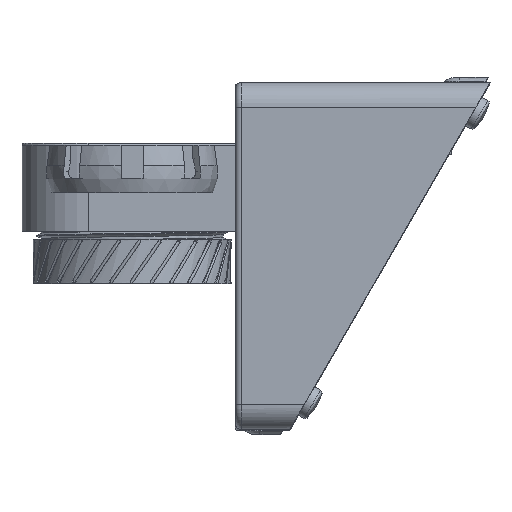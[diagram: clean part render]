
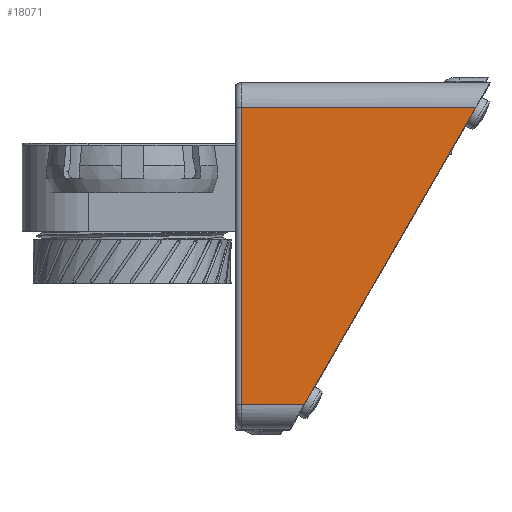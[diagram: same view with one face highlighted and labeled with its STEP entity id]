
A CAD part, front view. The second image highlights one B-rep face of the part: STEP entity #18071.
In plain terms, the highlighted planar face has unit normal (0, -1, 0).
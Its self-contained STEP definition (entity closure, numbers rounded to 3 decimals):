
#1051=PLANE('',#19879);
#1818=FACE_OUTER_BOUND('',#2906,.T.);
#2906=EDGE_LOOP('',(#14876,#14877,#14878,#14879));
#5538=LINE('',#41454,#6642);
#5549=LINE('',#41490,#6653);
#5554=LINE('',#41519,#6658);
#5556=LINE('',#41522,#6660);
#6642=VECTOR('',#23599,10.);
#6653=VECTOR('',#23644,10.);
#6658=VECTOR('',#23681,10.);
#6660=VECTOR('',#23685,10.);
#8087=VERTEX_POINT('',#41451);
#8088=VERTEX_POINT('',#41453);
#8093=VERTEX_POINT('',#41480);
#8095=VERTEX_POINT('',#41486);
#10457=EDGE_CURVE('',#8087,#8088,#5538,.F.);
#10477=EDGE_CURVE('',#8093,#8095,#5549,.T.);
#10492=EDGE_CURVE('',#8095,#8087,#5554,.T.);
#10494=EDGE_CURVE('',#8088,#8093,#5556,.T.);
#14876=ORIENTED_EDGE('',*,*,#10477,.F.);
#14877=ORIENTED_EDGE('',*,*,#10494,.F.);
#14878=ORIENTED_EDGE('',*,*,#10457,.F.);
#14879=ORIENTED_EDGE('',*,*,#10492,.F.);
#18071=ADVANCED_FACE('',(#1818),#1051,.T.);
#19879=AXIS2_PLACEMENT_3D('',#41521,#23683,#23684);
#23599=DIRECTION('',(0.5,0.,0.866));
#23644=DIRECTION('',(0.,0.,1.));
#23681=DIRECTION('',(1.,0.,0.));
#23683=DIRECTION('center_axis',(0.,-1.,0.));
#23684=DIRECTION('ref_axis',(0.,0.,1.));
#23685=DIRECTION('',(-1.,0.,0.));
#41451=CARTESIAN_POINT('',(76.64,-80.,12.5));
#41453=CARTESIAN_POINT('',(45.463,-80.,-41.5));
#41454=CARTESIAN_POINT('',(64.558,-80.,-8.426));
#41480=CARTESIAN_POINT('',(34.,-80.,-41.5));
#41486=CARTESIAN_POINT('',(34.,-80.,12.5));
#41490=CARTESIAN_POINT('',(34.,-80.,-7.5));
#41519=CARTESIAN_POINT('',(61.,-80.,12.5));
#41521=CARTESIAN_POINT('Origin',(61.,-80.,-13.));
#41522=CARTESIAN_POINT('',(54.,-80.,-41.5));
